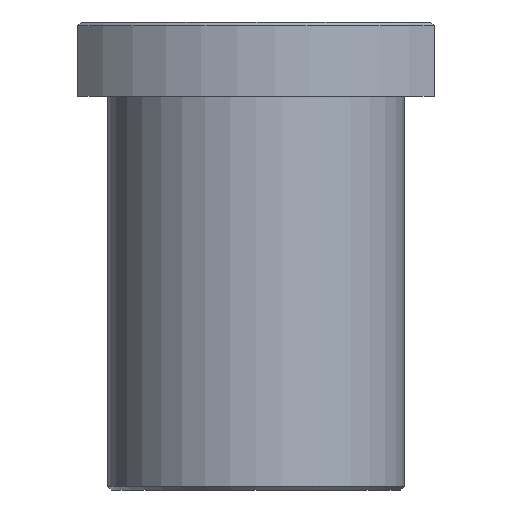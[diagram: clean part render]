
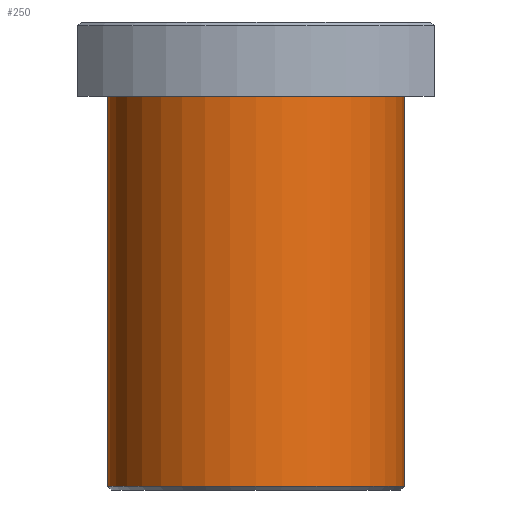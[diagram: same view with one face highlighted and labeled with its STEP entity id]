
A CAD part, front view. The second image highlights one B-rep face of the part: STEP entity #250.
In plain terms, the highlighted cylindrical face has radius 20 mm (diameter 40 mm), a full revolution.
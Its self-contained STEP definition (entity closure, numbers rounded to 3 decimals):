
#86=CYLINDRICAL_SURFACE('',#2503,20.);
#98=CIRCLE('',#2501,20.);
#99=CIRCLE('',#2502,20.);
#250=ADVANCED_FACE('',(#659,#660),#86,.T.);
#659=FACE_BOUND('',#748,.T.);
#660=FACE_BOUND('',#749,.T.);
#748=EDGE_LOOP('',(#1013));
#749=EDGE_LOOP('',(#1014));
#1013=ORIENTED_EDGE('',*,*,#1897,.T.);
#1014=ORIENTED_EDGE('',*,*,#1898,.T.);
#1669=VERTEX_POINT('',#3745);
#1670=VERTEX_POINT('',#3747);
#1897=EDGE_CURVE('',#1669,#1669,#98,.T.);
#1898=EDGE_CURVE('',#1670,#1670,#99,.T.);
#2501=AXIS2_PLACEMENT_3D('',#3744,#2707,#2708);
#2502=AXIS2_PLACEMENT_3D('',#3746,#2709,#2710);
#2503=AXIS2_PLACEMENT_3D('',#3748,#2711,#2712);
#2707=DIRECTION('',(0.,0.,1.));
#2708=DIRECTION('',(1.,0.,0.));
#2709=DIRECTION('',(0.,0.,-1.));
#2710=DIRECTION('',(1.,0.,0.));
#2711=DIRECTION('',(0.,0.,-1.));
#2712=DIRECTION('',(1.,0.,0.));
#3744=CARTESIAN_POINT('',(0.,0.,-62.5));
#3745=CARTESIAN_POINT('',(20.,0.,-62.5));
#3746=CARTESIAN_POINT('',(0.,0.,-10.));
#3747=CARTESIAN_POINT('',(20.,0.,-10.));
#3748=CARTESIAN_POINT('',(0.,0.,0.));
